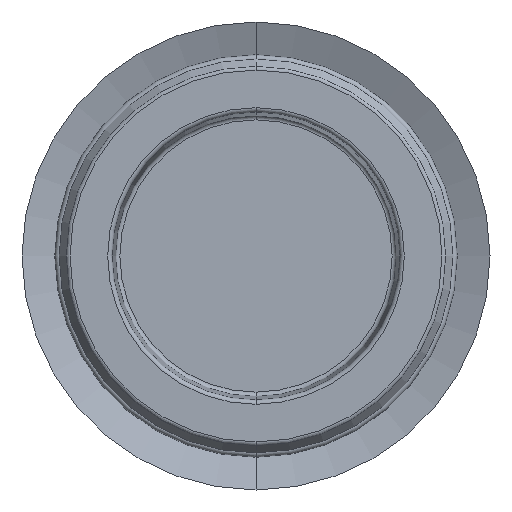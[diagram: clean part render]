
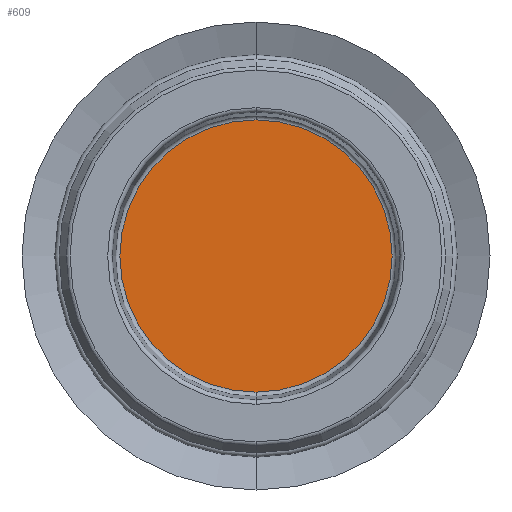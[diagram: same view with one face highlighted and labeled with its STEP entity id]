
A CAD part, front view. The second image highlights one B-rep face of the part: STEP entity #609.
In plain terms, the highlighted planar face has unit normal (0, -1, 0).
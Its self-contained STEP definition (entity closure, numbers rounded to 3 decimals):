
#95 = AXIS2_PLACEMENT_3D ( 'NONE', #822, #823, #824 ) ;
#98 = CIRCLE ( 'NONE', #95, 15.561 ) ;
#131 = CIRCLE ( 'NONE', #138, 15.561 ) ;
#138 = AXIS2_PLACEMENT_3D ( 'NONE', #1010, #1011, #1012 ) ;
#212 = AXIS2_PLACEMENT_3D ( 'NONE', #1142, #1143, #1144 ) ;
#276 = EDGE_LOOP ( 'NONE', ( #685, #686 ) ) ;
#456 = CARTESIAN_POINT ( 'NONE',  ( 0., 2.1, 15.561 ) ) ;
#497 = EDGE_CURVE ( 'NONE', #720, #731, #98, .T. ) ;
#566 = EDGE_CURVE ( 'NONE', #731, #720, #131, .T. ) ;
#609 = ADVANCED_FACE ( 'NONE', ( #811 ), #1141, .T. ) ;
#685 = ORIENTED_EDGE ( 'NONE', *, *, #566, .F. ) ;
#686 = ORIENTED_EDGE ( 'NONE', *, *, #497, .F. ) ;
#720 = VERTEX_POINT ( 'NONE', #1195 ) ;
#731 = VERTEX_POINT ( 'NONE', #456 ) ;
#811 = FACE_OUTER_BOUND ( 'NONE', #276, .T. ) ;
#822 = CARTESIAN_POINT ( 'NONE',  ( 0., 2.1, 0. ) ) ;
#823 = DIRECTION ( 'NONE',  ( 0., 1., 0. ) ) ;
#824 = DIRECTION ( 'NONE',  ( 0., 0., 1. ) ) ;
#1010 = CARTESIAN_POINT ( 'NONE',  ( 0., 2.1, 0. ) ) ;
#1011 = DIRECTION ( 'NONE',  ( 0., 1., 0. ) ) ;
#1012 = DIRECTION ( 'NONE',  ( 0., 0., 1. ) ) ;
#1141 = PLANE ( 'NONE',  #212 ) ;
#1142 = CARTESIAN_POINT ( 'NONE',  ( 0., 2.1, 0. ) ) ;
#1143 = DIRECTION ( 'NONE',  ( 0., -1., 0. ) ) ;
#1144 = DIRECTION ( 'NONE',  ( 0., 0., -1. ) ) ;
#1195 = CARTESIAN_POINT ( 'NONE',  ( 0., 2.1, -15.561 ) ) ;
